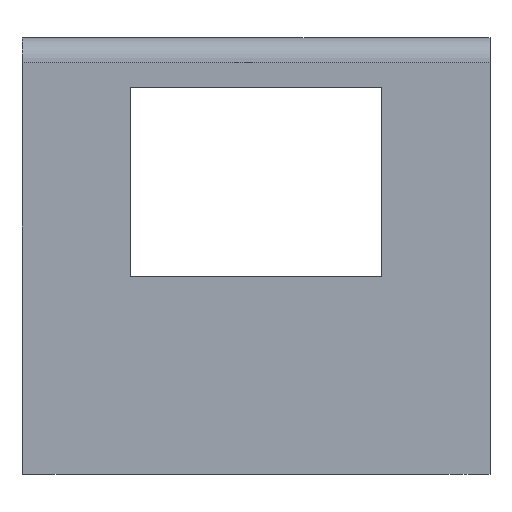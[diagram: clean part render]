
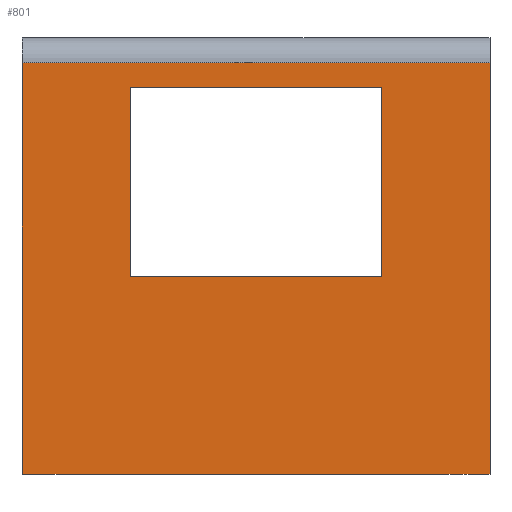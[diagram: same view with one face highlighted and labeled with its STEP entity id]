
A CAD part, front view. The second image highlights one B-rep face of the part: STEP entity #801.
In plain terms, the highlighted planar face has unit normal (0, -1, 0).
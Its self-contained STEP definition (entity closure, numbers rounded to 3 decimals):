
#45=FACE_BOUND('',#177,.T.);
#65=PLANE('',#896);
#107=FACE_OUTER_BOUND('',#176,.T.);
#176=EDGE_LOOP('',(#719,#720,#721,#722));
#177=EDGE_LOOP('',(#723,#724,#725,#726));
#186=LINE('',#1150,#251);
#188=LINE('',#1154,#253);
#191=LINE('',#1160,#256);
#194=LINE('',#1164,#259);
#212=LINE('',#1216,#277);
#218=LINE('',#1227,#283);
#242=LINE('',#1350,#307);
#244=LINE('',#1353,#309);
#251=VECTOR('',#920,10.);
#253=VECTOR('',#924,10.);
#256=VECTOR('',#929,10.);
#259=VECTOR('',#934,10.);
#277=VECTOR('',#978,10.);
#283=VECTOR('',#986,10.);
#307=VECTOR('',#1118,10.);
#309=VECTOR('',#1122,10.);
#358=VERTEX_POINT('',#1147);
#359=VERTEX_POINT('',#1149);
#360=VERTEX_POINT('',#1153);
#362=VERTEX_POINT('',#1159);
#380=VERTEX_POINT('',#1209);
#383=VERTEX_POINT('',#1214);
#387=VERTEX_POINT('',#1225);
#420=VERTEX_POINT('',#1349);
#430=EDGE_CURVE('',#359,#358,#186,.T.);
#432=EDGE_CURVE('',#360,#359,#188,.T.);
#435=EDGE_CURVE('',#362,#360,#191,.T.);
#438=EDGE_CURVE('',#358,#362,#194,.T.);
#463=EDGE_CURVE('',#383,#380,#212,.T.);
#469=EDGE_CURVE('',#387,#383,#218,.T.);
#524=EDGE_CURVE('',#420,#380,#242,.T.);
#526=EDGE_CURVE('',#387,#420,#244,.T.);
#719=ORIENTED_EDGE('',*,*,#463,.F.);
#720=ORIENTED_EDGE('',*,*,#469,.F.);
#721=ORIENTED_EDGE('',*,*,#526,.T.);
#722=ORIENTED_EDGE('',*,*,#524,.T.);
#723=ORIENTED_EDGE('',*,*,#435,.T.);
#724=ORIENTED_EDGE('',*,*,#432,.T.);
#725=ORIENTED_EDGE('',*,*,#430,.T.);
#726=ORIENTED_EDGE('',*,*,#438,.T.);
#801=ADVANCED_FACE('',(#107,#45),#65,.T.);
#896=AXIS2_PLACEMENT_3D('',#1352,#1120,#1121);
#920=DIRECTION('',(0.,0.,-1.));
#924=DIRECTION('',(1.,0.,0.));
#929=DIRECTION('',(0.,0.,1.));
#934=DIRECTION('',(-1.,0.,0.));
#978=DIRECTION('',(1.,0.,0.));
#986=DIRECTION('',(0.,0.,1.));
#1118=DIRECTION('',(0.,0.,1.));
#1120=DIRECTION('center_axis',(0.,-1.,0.));
#1121=DIRECTION('ref_axis',(1.,0.,0.));
#1122=DIRECTION('',(1.,0.,0.));
#1147=CARTESIAN_POINT('',(20.,-40.,31.5));
#1149=CARTESIAN_POINT('',(20.,-40.,61.5));
#1150=CARTESIAN_POINT('',(20.,-40.,30.75));
#1153=CARTESIAN_POINT('',(-20.,-40.,61.5));
#1154=CARTESIAN_POINT('',(-28.615,-40.,61.5));
#1159=CARTESIAN_POINT('',(-20.,-40.,31.5));
#1160=CARTESIAN_POINT('',(-20.,-40.,15.75));
#1164=CARTESIAN_POINT('',(-8.615,-40.,31.5));
#1209=CARTESIAN_POINT('',(37.23,-40.,65.5));
#1214=CARTESIAN_POINT('',(-37.23,-40.,65.5));
#1216=CARTESIAN_POINT('',(-18.615,-40.,65.5));
#1225=CARTESIAN_POINT('',(-37.23,-40.,0.));
#1227=CARTESIAN_POINT('',(-37.23,-40.,0.));
#1349=CARTESIAN_POINT('',(37.23,-40.,0.));
#1350=CARTESIAN_POINT('',(37.23,-40.,0.));
#1352=CARTESIAN_POINT('Origin',(-37.23,-40.,0.));
#1353=CARTESIAN_POINT('',(-37.23,-40.,0.));
